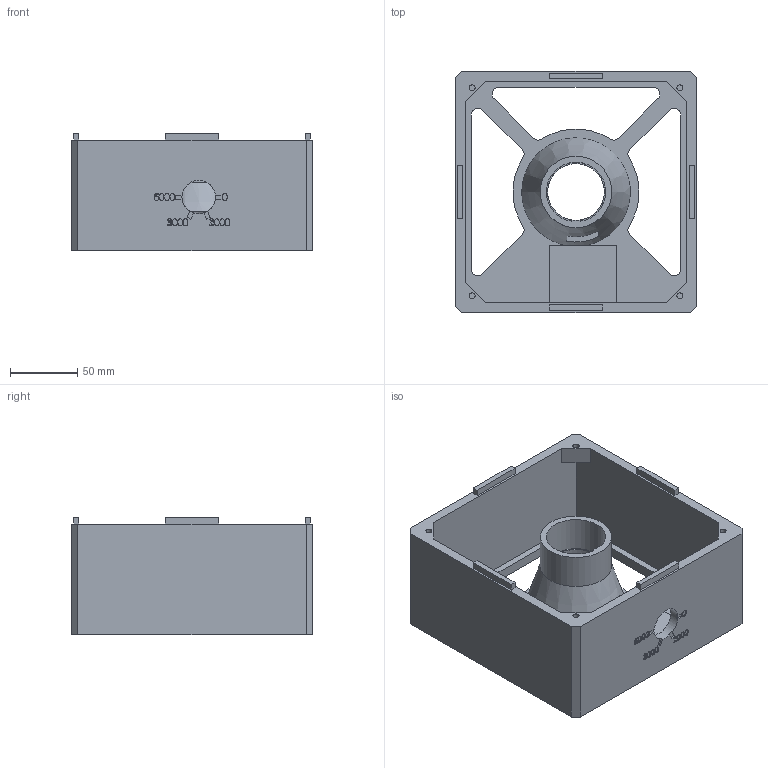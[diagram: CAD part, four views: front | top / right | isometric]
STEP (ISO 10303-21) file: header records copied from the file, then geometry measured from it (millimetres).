
FILE_DESCRIPTION(/* description */ ('STEP AP242 Edition 2','CAx-IF Rec.Pracs.---Representation and Presentation of Product Manufacturing Information (PMI)---4.0---2014-10-13','CAx-IF Rec.Pracs.---3D Tessellated Geometry---0.4---2014-09-14','2;1','CAx-IF Rec.Pracs.---User Defined Attributes---1.5---2016-08-15'),/* implementation_level */ '2;1');
FILE_NAME(/* name */ 'Main Centrifuge Assembly - Baseplate',/* time_stamp */ '2026-01-20T16:55:56Z',/* author */ (''),/* organization */ (''),/* preprocessor_version */ 'ST-DEVELOPER v20',/* originating_system */ 'ONSHAPE BY PTC INC, 1.209',/* authorisation */ ' ');
FILE_SCHEMA (('AP242_MANAGED_MODEL_BASED_3D_ENGINEERING_MIM_LF { 1 0 10303 442 3 1 4 }'));
Length unit declared in the file: metre
Products named in the file (1): Baseplate
Bounding box: 180 x 180 x 87.5 mm (x, y, z)
Volume: 637238.8 mm3; surface area: 180150.8 mm2
Topology: 1 solids, 1 shells, 274 faces, 749 edges, 499 vertices
Faces by surface type: bspline 119, plane 117, cylinder 36, cone 2
Full cylindrical faces by diameter (mm): 4.5 x4, 25 x1, 42.3 x1, 53.227 x1
Entity records: 9024 total; most frequent: CARTESIAN_POINT 2833, ORIENTED_EDGE 1472, DIRECTION 891, EDGE_CURVE 736, VERTEX_POINT 495, LINE 407, VECTOR 407, EDGE_LOOP 319
